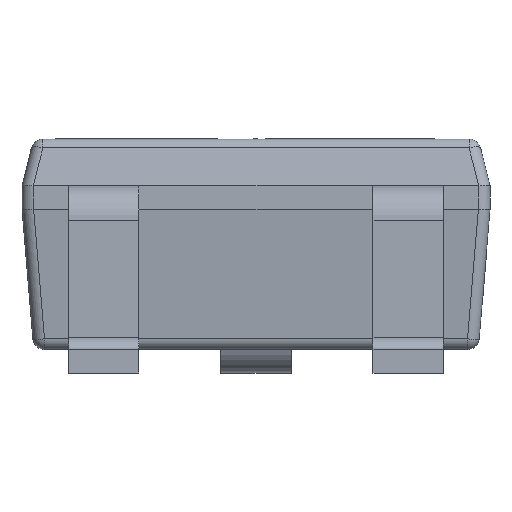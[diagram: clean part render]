
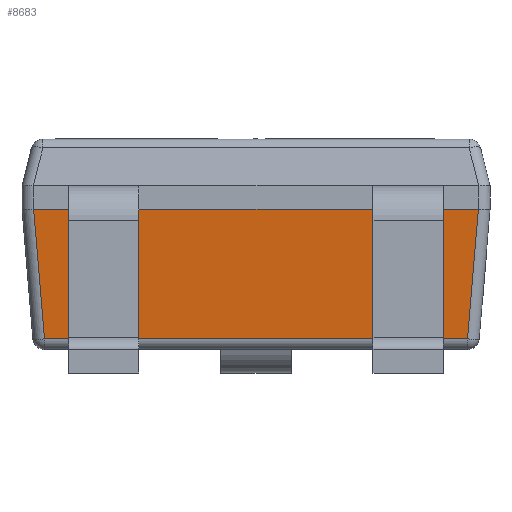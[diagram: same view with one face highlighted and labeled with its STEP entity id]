
A CAD part, left-side view. The second image highlights one B-rep face of the part: STEP entity #8683.
In plain terms, the highlighted planar face has unit normal (-0.997, 0, -0.083).
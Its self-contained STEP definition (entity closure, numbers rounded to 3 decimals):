
#203 = VECTOR ( 'NONE', #300, 1000. ) ;
#300 = DIRECTION ( 'NONE',  ( 0., -1., 0. ) ) ;
#1083 = CARTESIAN_POINT ( 'NONE',  ( -0.625, 1., 0.6 ) ) ;
#1849 = DIRECTION ( 'NONE',  ( 0.083, -0.083, -0.993 ) ) ;
#2028 = VECTOR ( 'NONE', #20174, 1000. ) ;
#2509 = ORIENTED_EDGE ( 'NONE', *, *, #7829, .F. ) ;
#2650 = EDGE_LOOP ( 'NONE', ( #9694, #23248, #2509, #18479, #13125, #15662 ) ) ;
#2998 = EDGE_CURVE ( 'NONE', #23730, #23564, #6021, .T. ) ;
#3553 = VECTOR ( 'NONE', #19410, 1000. ) ;
#4211 = DIRECTION ( 'NONE',  ( 0., -1., 0. ) ) ;
#4399 = LINE ( 'NONE', #1083, #3553 ) ;
#5510 = VECTOR ( 'NONE', #4211, 1000. ) ;
#6021 = LINE ( 'NONE', #13389, #5510 ) ;
#6506 = CARTESIAN_POINT ( 'NONE',  ( -0.625, 0.95, 0.6 ) ) ;
#7001 = CARTESIAN_POINT ( 'NONE',  ( -0.579, -0.904, 0.046 ) ) ;
#7041 = CARTESIAN_POINT ( 'NONE',  ( -0.625, 0.951, 0.604 ) ) ;
#7184 = CARTESIAN_POINT ( 'NONE',  ( -0.625, 1., 0.6 ) ) ;
#7414 = VERTEX_POINT ( 'NONE', #20172 ) ;
#7829 = EDGE_CURVE ( 'NONE', #7414, #10892, #21863, .T. ) ;
#7936 = VECTOR ( 'NONE', #1849, 1000. ) ;
#7981 = PLANE ( 'NONE',  #14812 ) ;
#8366 = VECTOR ( 'NONE', #20809, 1000. ) ;
#8683 = ADVANCED_FACE ( 'NONE', ( #22796 ), #7981, .F. ) ;
#9694 = ORIENTED_EDGE ( 'NONE', *, *, #17549, .T. ) ;
#10862 = VERTEX_POINT ( 'NONE', #7001 ) ;
#10892 = VERTEX_POINT ( 'NONE', #23883 ) ;
#12282 = VERTEX_POINT ( 'NONE', #22541 ) ;
#13125 = ORIENTED_EDGE ( 'NONE', *, *, #2998, .F. ) ;
#13389 = CARTESIAN_POINT ( 'NONE',  ( -0.625, 1., 0.6 ) ) ;
#14058 = CARTESIAN_POINT ( 'NONE',  ( -0.625, 0.95, 0.6 ) ) ;
#14812 = AXIS2_PLACEMENT_3D ( 'NONE', #15433, #20979, #19158 ) ;
#15433 = CARTESIAN_POINT ( 'NONE',  ( -0.625, 1., 0.6 ) ) ;
#15489 = CARTESIAN_POINT ( 'NONE',  ( -0.612, -0.937, 0.44 ) ) ;
#15662 = ORIENTED_EDGE ( 'NONE', *, *, #17059, .T. ) ;
#16070 = EDGE_CURVE ( 'NONE', #10862, #10892, #22391, .T. ) ;
#17059 = EDGE_CURVE ( 'NONE', #23730, #12282, #21960, .T. ) ;
#17549 = EDGE_CURVE ( 'NONE', #12282, #10862, #18642, .T. ) ;
#18479 = ORIENTED_EDGE ( 'NONE', *, *, #22408, .F. ) ;
#18642 = LINE ( 'NONE', #20545, #203 ) ;
#19158 = DIRECTION ( 'NONE',  ( 0., -1., 0. ) ) ;
#19410 = DIRECTION ( 'NONE',  ( 0., -1., 0. ) ) ;
#20172 = CARTESIAN_POINT ( 'NONE',  ( -0.625, -0.95, 0.6 ) ) ;
#20174 = DIRECTION ( 'NONE',  ( 0., -1., 0. ) ) ;
#20545 = CARTESIAN_POINT ( 'NONE',  ( -0.579, -0.95, 0.046 ) ) ;
#20809 = DIRECTION ( 'NONE',  ( -0.083, -0.083, 0.993 ) ) ;
#20979 = DIRECTION ( 'NONE',  ( 0.997, 0., 0.083 ) ) ;
#21863 = LINE ( 'NONE', #7184, #2028 ) ;
#21960 = LINE ( 'NONE', #7041, #7936 ) ;
#22391 = LINE ( 'NONE', #15489, #8366 ) ;
#22408 = EDGE_CURVE ( 'NONE', #23564, #7414, #4399, .T. ) ;
#22541 = CARTESIAN_POINT ( 'NONE',  ( -0.579, 0.904, 0.046 ) ) ;
#22796 = FACE_OUTER_BOUND ( 'NONE', #2650, .T. ) ;
#23248 = ORIENTED_EDGE ( 'NONE', *, *, #16070, .T. ) ;
#23564 = VERTEX_POINT ( 'NONE', #14058 ) ;
#23730 = VERTEX_POINT ( 'NONE', #6506 ) ;
#23883 = CARTESIAN_POINT ( 'NONE',  ( -0.625, -0.95, 0.6 ) ) ;
